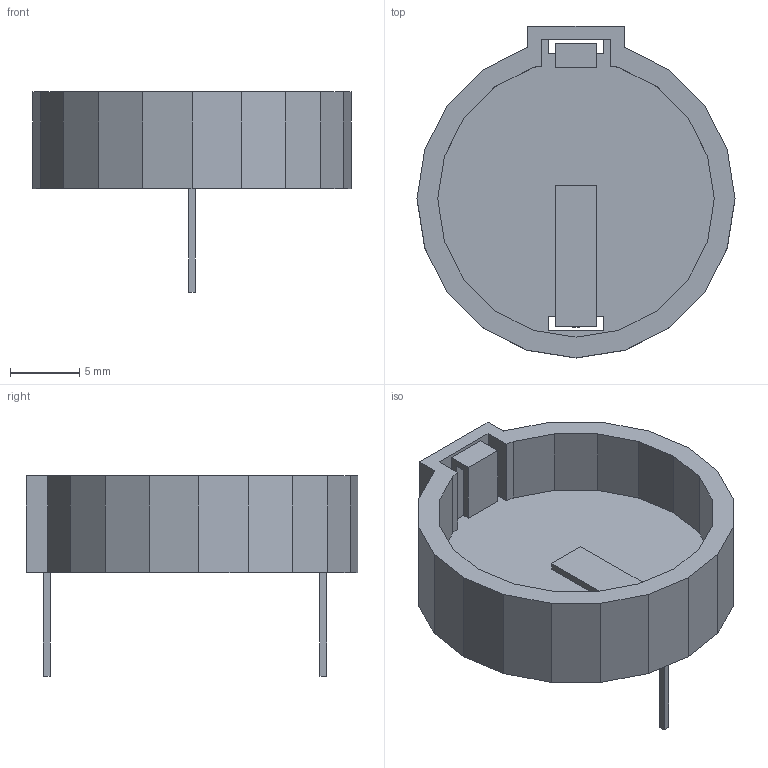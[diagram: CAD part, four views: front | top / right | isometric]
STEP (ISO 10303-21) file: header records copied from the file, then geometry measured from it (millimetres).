
FILE_DESCRIPTION(('FreeCAD Model'),'2;1');
FILE_NAME('Open CASCADE Shape Model','2021-09-08T17:17:53',('Author'),( ''),'Open CASCADE STEP processor 7.4','FreeCAD','Unknown');
FILE_SCHEMA(('AUTOMOTIVE_DESIGN { 1 0 10303 214 1 1 1 1 }'));
Length unit declared in the file: millimetre
Products named in the file (4): Unnamed; CR2032_SOCKET001001.0; CR2032_SOCKET001001.1; CR2032_SOCKET001001.2
Assembly tree (3 placements, depth 2):
  Unnamed
    CR2032_SOCKET001001.0
    CR2032_SOCKET001001.1
    CR2032_SOCKET001001.2
Bounding box: 23 x 24 x 14.5 mm (x, y, z)
Surface area: 1924.9 mm2 (no closed solid volume)
Topology: 0 solids, 3 shells, 82 faces, 228 edges, 152 vertices
Faces by surface type: plane 82
Entity records: 5637 total; most frequent: CARTESIAN_POINT 922, DIRECTION 856, LINE 684, VECTOR 684, ORIENTED_EDGE 456, PCURVE 456, DEFINITIONAL_REPRESENTATION 456, EDGE_CURVE 228
